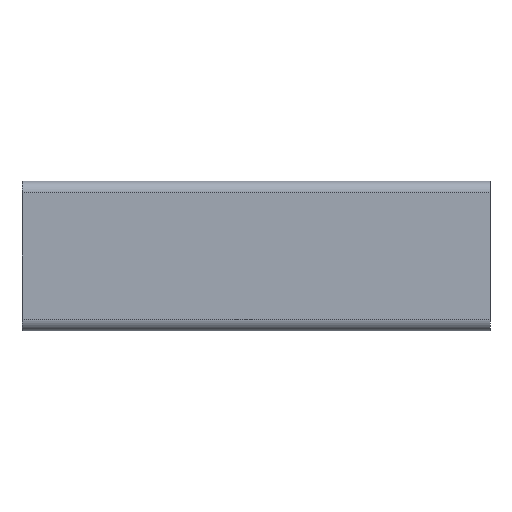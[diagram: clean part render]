
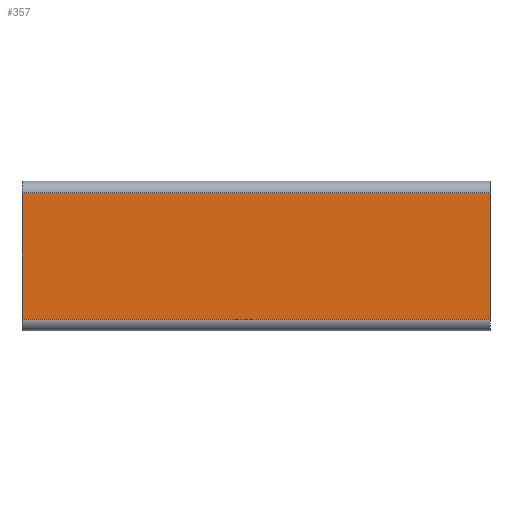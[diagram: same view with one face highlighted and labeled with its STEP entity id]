
A CAD part, front view. The second image highlights one B-rep face of the part: STEP entity #357.
In plain terms, the highlighted planar face has unit normal (0, -1, 0).
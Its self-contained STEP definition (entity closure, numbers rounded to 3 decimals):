
#125 = DIRECTION ( 'NONE',  ( 0., 0., -1. ) ) ;
#127 = ORIENTED_EDGE ( 'NONE', *, *, #219, .F. ) ;
#195 = DIRECTION ( 'NONE',  ( -1., 0., 0. ) ) ;
#198 = VERTEX_POINT ( 'NONE', #1117 ) ;
#219 = EDGE_CURVE ( 'NONE', #198, #1791, #1081, .T. ) ;
#264 = VERTEX_POINT ( 'NONE', #993 ) ;
#357 = ADVANCED_FACE ( 'NONE', ( #1810 ), #676, .F. ) ;
#418 = LINE ( 'NONE', #1770, #820 ) ;
#511 = LINE ( 'NONE', #1050, #1148 ) ;
#549 = CARTESIAN_POINT ( 'NONE',  ( -58.491, 48.047, -7. ) ) ;
#604 = EDGE_CURVE ( 'NONE', #264, #611, #1836, .T. ) ;
#611 = VERTEX_POINT ( 'NONE', #549 ) ;
#676 = PLANE ( 'NONE',  #777 ) ;
#727 = DIRECTION ( 'NONE',  ( 0., 0., -1. ) ) ;
#764 = EDGE_LOOP ( 'NONE', ( #1430, #1508, #127, #929 ) ) ;
#777 = AXIS2_PLACEMENT_3D ( 'NONE', #1692, #984, #1566 ) ;
#820 = VECTOR ( 'NONE', #1630, 1000. ) ;
#852 = VECTOR ( 'NONE', #727, 1000. ) ;
#929 = ORIENTED_EDGE ( 'NONE', *, *, #1585, .T. ) ;
#984 = DIRECTION ( 'NONE',  ( 0., 1., 0. ) ) ;
#993 = CARTESIAN_POINT ( 'NONE',  ( -58.491, 48.047, 20. ) ) ;
#1003 = EDGE_CURVE ( 'NONE', #1791, #611, #511, .T. ) ;
#1016 = CARTESIAN_POINT ( 'NONE',  ( -58.491, 48.047, -7. ) ) ;
#1050 = CARTESIAN_POINT ( 'NONE',  ( 41.509, 48.047, -7. ) ) ;
#1051 = VECTOR ( 'NONE', #125, 1000. ) ;
#1081 = LINE ( 'NONE', #1149, #852 ) ;
#1117 = CARTESIAN_POINT ( 'NONE',  ( 41.509, 48.047, 20. ) ) ;
#1148 = VECTOR ( 'NONE', #195, 1000. ) ;
#1149 = CARTESIAN_POINT ( 'NONE',  ( 41.509, 48.047, -7. ) ) ;
#1430 = ORIENTED_EDGE ( 'NONE', *, *, #604, .T. ) ;
#1508 = ORIENTED_EDGE ( 'NONE', *, *, #1003, .F. ) ;
#1530 = CARTESIAN_POINT ( 'NONE',  ( 41.509, 48.047, -7. ) ) ;
#1566 = DIRECTION ( 'NONE',  ( 0., 0., 1. ) ) ;
#1585 = EDGE_CURVE ( 'NONE', #198, #264, #418, .T. ) ;
#1630 = DIRECTION ( 'NONE',  ( -1., 0., 0. ) ) ;
#1692 = CARTESIAN_POINT ( 'NONE',  ( 41.509, 48.047, -7. ) ) ;
#1770 = CARTESIAN_POINT ( 'NONE',  ( 41.509, 48.047, 20. ) ) ;
#1791 = VERTEX_POINT ( 'NONE', #1530 ) ;
#1810 = FACE_OUTER_BOUND ( 'NONE', #764, .T. ) ;
#1836 = LINE ( 'NONE', #1016, #1051 ) ;
